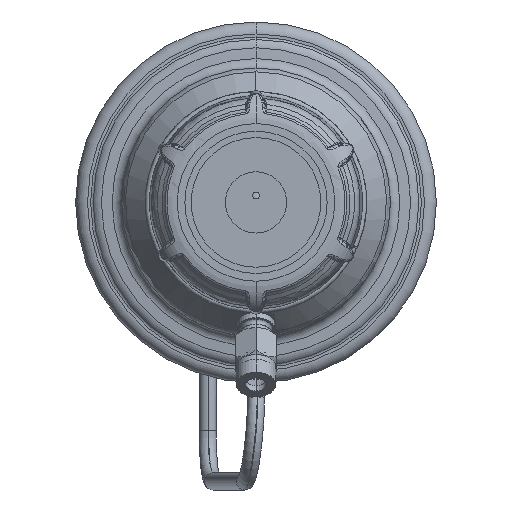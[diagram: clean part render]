
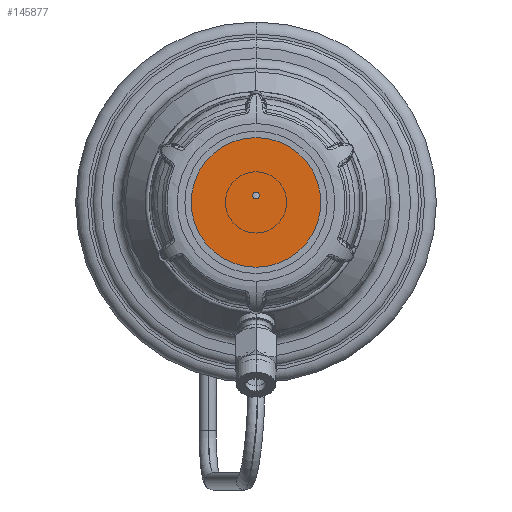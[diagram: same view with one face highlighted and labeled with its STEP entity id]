
A CAD part, front view. The second image highlights one B-rep face of the part: STEP entity #145877.
In plain terms, the highlighted planar face has unit normal (0, -1, 0).
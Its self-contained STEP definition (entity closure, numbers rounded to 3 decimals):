
#89849=CARTESIAN_POINT('',(0.,-300.539,0.));
#89850=DIRECTION('',(0.,1.,0.));
#89851=DIRECTION('',(1.,0.,0.));
#89852=AXIS2_PLACEMENT_3D('',#89849,#89850,#89851);
#89854=CARTESIAN_POINT('',(0.,-300.539,0.));
#89855=DIRECTION('',(0.,1.,0.));
#89856=DIRECTION('',(-1.,0.,0.));
#89857=AXIS2_PLACEMENT_3D('',#89854,#89855,#89856);
#89859=CARTESIAN_POINT('',(0.,-300.539,2.));
#89860=DIRECTION('',(0.,-1.,0.));
#89861=DIRECTION('',(1.,0.,0.));
#89862=AXIS2_PLACEMENT_3D('',#89859,#89860,#89861);
#89864=CARTESIAN_POINT('',(0.,-300.539,2.));
#89865=DIRECTION('',(0.,-1.,0.));
#89866=DIRECTION('',(-1.,0.,0.));
#89867=AXIS2_PLACEMENT_3D('',#89864,#89865,#89866);
#115542=CARTESIAN_POINT('',(19.05,-300.539,0.));
#115543=CARTESIAN_POINT('',(-19.05,-300.539,0.));
#115544=VERTEX_POINT('',#115542);
#115545=VERTEX_POINT('',#115543);
#115546=CARTESIAN_POINT('',(1.,-300.539,2.));
#115547=CARTESIAN_POINT('',(-1.,-300.539,2.));
#115548=VERTEX_POINT('',#115546);
#115549=VERTEX_POINT('',#115547);
#145862=CARTESIAN_POINT('',(0.,-300.539,0.));
#145863=DIRECTION('',(0.,1.,0.));
#145864=DIRECTION('',(1.,0.,0.));
#145865=AXIS2_PLACEMENT_3D('',#145862,#145863,#145864);
#145866=PLANE('',#145865);
#145867=ORIENTED_EDGE('',*,*,#145842,.T.);
#145868=ORIENTED_EDGE('',*,*,#145856,.T.);
#145869=EDGE_LOOP('',(#145867,#145868));
#145870=FACE_OUTER_BOUND('',#145869,.F.);
#145872=ORIENTED_EDGE('',*,*,#145871,.T.);
#145874=ORIENTED_EDGE('',*,*,#145873,.T.);
#145875=EDGE_LOOP('',(#145872,#145874));
#145876=FACE_BOUND('',#145875,.F.);
#145877=ADVANCED_FACE('',(#145870,#145876),#145866,.F.);
#89853=CIRCLE('',#89852,19.05);
#89858=CIRCLE('',#89857,19.05);
#89863=CIRCLE('',#89862,1.);
#89868=CIRCLE('',#89867,1.);
#145842=EDGE_CURVE('',#115544,#115545,#89853,.T.);
#145856=EDGE_CURVE('',#115545,#115544,#89858,.T.);
#145871=EDGE_CURVE('',#115548,#115549,#89863,.T.);
#145873=EDGE_CURVE('',#115549,#115548,#89868,.T.);
